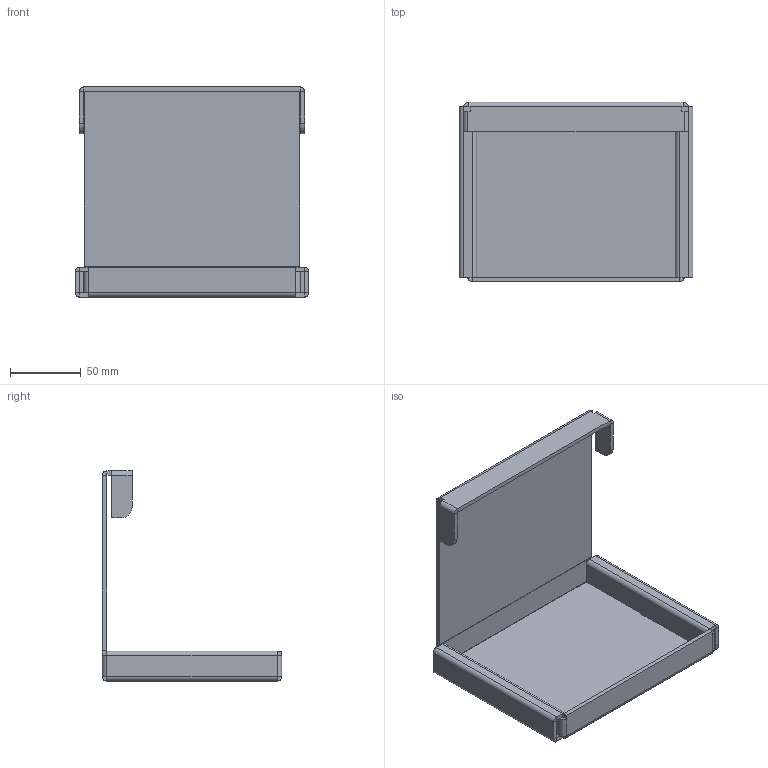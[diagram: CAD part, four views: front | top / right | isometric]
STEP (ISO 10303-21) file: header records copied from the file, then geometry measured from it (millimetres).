
FILE_DESCRIPTION(/* description */ (''),/* implementation_level */ '2;1');
FILE_NAME(/* name */ 'Parametric Pizza Box v2.step',/* time_stamp */ '2020-12-25T08:50:33-07:00',/* author */ (''),/* organization */ (''),/* preprocessor_version */ 'ST-DEVELOPER v18.1',/* originating_system */ 'Autodesk Translation Framework v9.7.0.1280',/* authorisation */ '');
FILE_SCHEMA (('AUTOMOTIVE_DESIGN { 1 0 10303 214 3 1 1 }'));
Length unit declared in the file: millimetre
Products named in the file (1): Parametric Pizza Box
Bounding box: 164.8 x 126.4 x 148.11 mm (x, y, z)
Volume: 181029.2 mm3; surface area: 125439.6 mm2
Topology: 1 solids, 1 shells, 166 faces, 364 edges, 200 vertices
Faces by surface type: plane 134, cylinder 32
Entity records: 4389 total; most frequent: DIRECTION 762, CARTESIAN_POINT 731, ORIENTED_EDGE 728, EDGE_CURVE 364, LINE 300, VECTOR 300, AXIS2_PLACEMENT_3D 231, VERTEX_POINT 200
